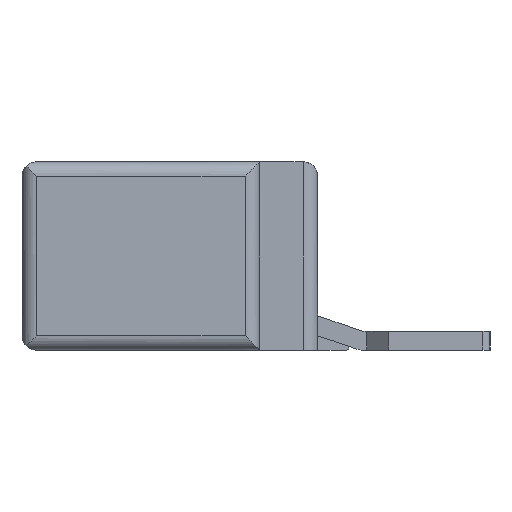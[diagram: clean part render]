
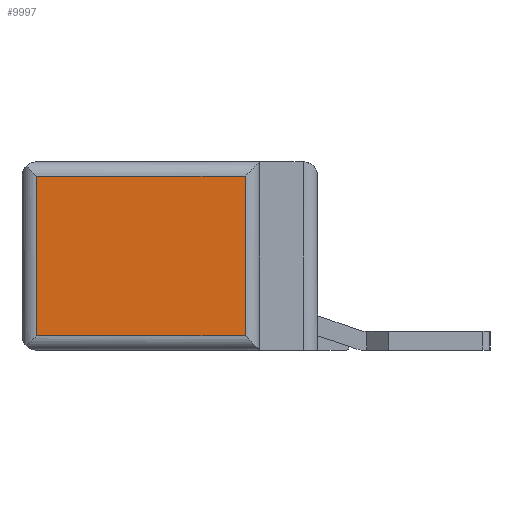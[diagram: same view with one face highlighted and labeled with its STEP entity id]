
A CAD part, left-side view. The second image highlights one B-rep face of the part: STEP entity #9997.
In plain terms, the highlighted planar face has unit normal (-1, 0, 0).
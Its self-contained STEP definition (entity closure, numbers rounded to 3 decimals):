
#913 = CYLINDRICAL_SURFACE('',#914,1.);
#914 = AXIS2_PLACEMENT_3D('',#915,#916,#917);
#915 = CARTESIAN_POINT('',(-127.75,-90.,-5.5));
#916 = DIRECTION('',(0.,1.,0.));
#917 = DIRECTION('',(1.,0.,0.));
#4888 = CYLINDRICAL_SURFACE('',#4889,1.);
#4889 = AXIS2_PLACEMENT_3D('',#4890,#4891,#4892);
#4890 = CARTESIAN_POINT('',(-127.75,-90.,5.5));
#4891 = DIRECTION('',(0.,1.,0.));
#4892 = DIRECTION('',(1.,0.,0.));
#8537 = CYLINDRICAL_SURFACE('',#8538,1.);
#8538 = AXIS2_PLACEMENT_3D('',#8539,#8540,#8541);
#8539 = CARTESIAN_POINT('',(-127.75,5.,-6.5));
#8540 = DIRECTION('',(0.,0.,1.));
#8541 = DIRECTION('',(1.,0.,0.));
#8556 = VERTEX_POINT('',#8557);
#8557 = CARTESIAN_POINT('',(-128.75,5.,5.5));
#8627 = EDGE_CURVE('',#8628,#8556,#8630,.T.);
#8628 = VERTEX_POINT('',#8629);
#8629 = CARTESIAN_POINT('',(-128.75,5.,-5.5));
#8630 = SURFACE_CURVE('',#8631,(#8635,#8642),.PCURVE_S1.);
#8631 = LINE('',#8632,#8633);
#8632 = CARTESIAN_POINT('',(-128.75,5.,-5.5));
#8633 = VECTOR('',#8634,1.);
#8634 = DIRECTION('',(0.,0.,1.));
#8635 = PCURVE('',#8537,#8636);
#8636 = DEFINITIONAL_REPRESENTATION('',(#8637),#8641);
#8637 = LINE('',#8638,#8639);
#8638 = CARTESIAN_POINT('',(3.142,1.));
#8639 = VECTOR('',#8640,1.);
#8640 = DIRECTION('',(0.,1.));
#8641 = ( GEOMETRIC_REPRESENTATION_CONTEXT(2) 
PARAMETRIC_REPRESENTATION_CONTEXT() REPRESENTATION_CONTEXT('2D SPACE',''
  ) );
#8642 = PCURVE('',#8643,#8648);
#8643 = PLANE('',#8644);
#8644 = AXIS2_PLACEMENT_3D('',#8645,#8646,#8647);
#8645 = CARTESIAN_POINT('',(-128.75,19.4,-6.5));
#8646 = DIRECTION('',(-1.,0.,0.));
#8647 = DIRECTION('',(0.,-1.,0.));
#8648 = DEFINITIONAL_REPRESENTATION('',(#8649),#8653);
#8649 = LINE('',#8650,#8651);
#8650 = CARTESIAN_POINT('',(14.4,1.));
#8651 = VECTOR('',#8652,1.);
#8652 = DIRECTION('',(0.,1.));
#8653 = ( GEOMETRIC_REPRESENTATION_CONTEXT(2) 
PARAMETRIC_REPRESENTATION_CONTEXT() REPRESENTATION_CONTEXT('2D SPACE',''
  ) );
#8730 = EDGE_CURVE('',#8628,#8731,#8733,.T.);
#8731 = VERTEX_POINT('',#8732);
#8732 = CARTESIAN_POINT('',(-128.75,19.4,-5.5));
#8733 = SURFACE_CURVE('',#8734,(#8738,#8745),.PCURVE_S1.);
#8734 = LINE('',#8735,#8736);
#8735 = CARTESIAN_POINT('',(-128.75,5.,-5.5));
#8736 = VECTOR('',#8737,1.);
#8737 = DIRECTION('',(0.,1.,0.));
#8738 = PCURVE('',#913,#8739);
#8739 = DEFINITIONAL_REPRESENTATION('',(#8740),#8744);
#8740 = LINE('',#8741,#8742);
#8741 = CARTESIAN_POINT('',(3.142,95.));
#8742 = VECTOR('',#8743,1.);
#8743 = DIRECTION('',(0.,1.));
#8744 = ( GEOMETRIC_REPRESENTATION_CONTEXT(2) 
PARAMETRIC_REPRESENTATION_CONTEXT() REPRESENTATION_CONTEXT('2D SPACE',''
  ) );
#8745 = PCURVE('',#8643,#8746);
#8746 = DEFINITIONAL_REPRESENTATION('',(#8747),#8751);
#8747 = LINE('',#8748,#8749);
#8748 = CARTESIAN_POINT('',(14.4,1.));
#8749 = VECTOR('',#8750,1.);
#8750 = DIRECTION('',(-1.,0.));
#8751 = ( GEOMETRIC_REPRESENTATION_CONTEXT(2) 
PARAMETRIC_REPRESENTATION_CONTEXT() REPRESENTATION_CONTEXT('2D SPACE',''
  ) );
#8794 = CYLINDRICAL_SURFACE('',#8795,1.);
#8795 = AXIS2_PLACEMENT_3D('',#8796,#8797,#8798);
#8796 = CARTESIAN_POINT('',(-127.75,19.4,-6.5));
#8797 = DIRECTION('',(0.,0.,1.));
#8798 = DIRECTION('',(1.,0.,0.));
#9907 = VERTEX_POINT('',#9908);
#9908 = CARTESIAN_POINT('',(-128.75,19.4,5.5));
#9976 = EDGE_CURVE('',#8556,#9907,#9977,.T.);
#9977 = SURFACE_CURVE('',#9978,(#9982,#9989),.PCURVE_S1.);
#9978 = LINE('',#9979,#9980);
#9979 = CARTESIAN_POINT('',(-128.75,5.,5.5));
#9980 = VECTOR('',#9981,1.);
#9981 = DIRECTION('',(0.,1.,0.));
#9982 = PCURVE('',#4888,#9983);
#9983 = DEFINITIONAL_REPRESENTATION('',(#9984),#9988);
#9984 = LINE('',#9985,#9986);
#9985 = CARTESIAN_POINT('',(3.142,95.));
#9986 = VECTOR('',#9987,1.);
#9987 = DIRECTION('',(0.,1.));
#9988 = ( GEOMETRIC_REPRESENTATION_CONTEXT(2) 
PARAMETRIC_REPRESENTATION_CONTEXT() REPRESENTATION_CONTEXT('2D SPACE',''
  ) );
#9989 = PCURVE('',#8643,#9990);
#9990 = DEFINITIONAL_REPRESENTATION('',(#9991),#9995);
#9991 = LINE('',#9992,#9993);
#9992 = CARTESIAN_POINT('',(14.4,12.));
#9993 = VECTOR('',#9994,1.);
#9994 = DIRECTION('',(-1.,0.));
#9995 = ( GEOMETRIC_REPRESENTATION_CONTEXT(2) 
PARAMETRIC_REPRESENTATION_CONTEXT() REPRESENTATION_CONTEXT('2D SPACE',''
  ) );
#9997 = ADVANCED_FACE('',(#9998),#8643,.T.);
#9998 = FACE_BOUND('',#9999,.F.);
#9999 = EDGE_LOOP('',(#10000,#10001,#10022,#10023));
#10000 = ORIENTED_EDGE('',*,*,#8730,.T.);
#10001 = ORIENTED_EDGE('',*,*,#10002,.T.);
#10002 = EDGE_CURVE('',#8731,#9907,#10003,.T.);
#10003 = SURFACE_CURVE('',#10004,(#10008,#10015),.PCURVE_S1.);
#10004 = LINE('',#10005,#10006);
#10005 = CARTESIAN_POINT('',(-128.75,19.4,-5.5));
#10006 = VECTOR('',#10007,1.);
#10007 = DIRECTION('',(0.,0.,1.));
#10008 = PCURVE('',#8643,#10009);
#10009 = DEFINITIONAL_REPRESENTATION('',(#10010),#10014);
#10010 = LINE('',#10011,#10012);
#10011 = CARTESIAN_POINT('',(0.,1.));
#10012 = VECTOR('',#10013,1.);
#10013 = DIRECTION('',(0.,1.));
#10014 = ( GEOMETRIC_REPRESENTATION_CONTEXT(2) 
PARAMETRIC_REPRESENTATION_CONTEXT() REPRESENTATION_CONTEXT('2D SPACE',''
  ) );
#10015 = PCURVE('',#8794,#10016);
#10016 = DEFINITIONAL_REPRESENTATION('',(#10017),#10021);
#10017 = LINE('',#10018,#10019);
#10018 = CARTESIAN_POINT('',(3.142,1.));
#10019 = VECTOR('',#10020,1.);
#10020 = DIRECTION('',(0.,1.));
#10021 = ( GEOMETRIC_REPRESENTATION_CONTEXT(2) 
PARAMETRIC_REPRESENTATION_CONTEXT() REPRESENTATION_CONTEXT('2D SPACE',''
  ) );
#10022 = ORIENTED_EDGE('',*,*,#9976,.F.);
#10023 = ORIENTED_EDGE('',*,*,#8627,.F.);
